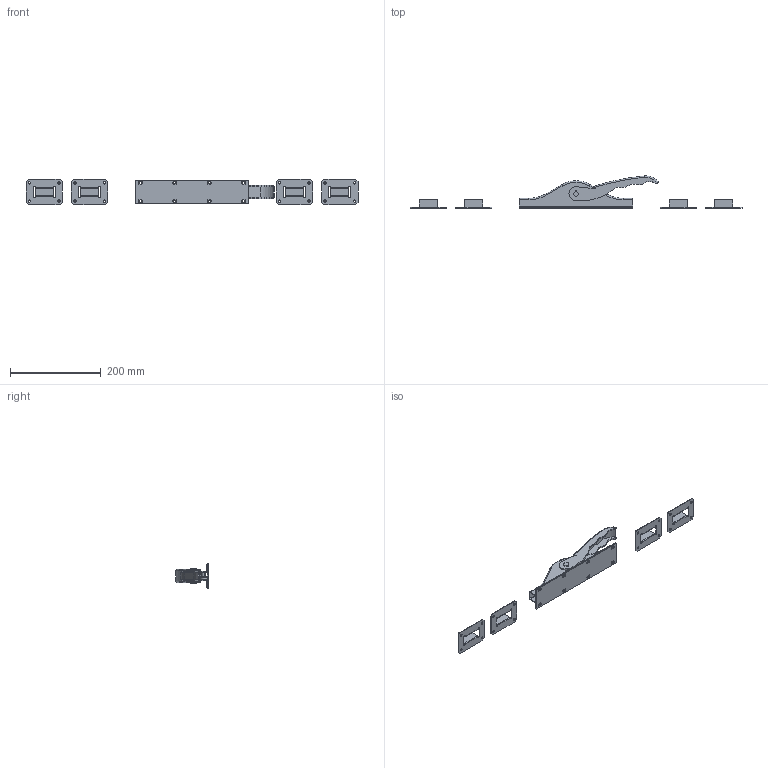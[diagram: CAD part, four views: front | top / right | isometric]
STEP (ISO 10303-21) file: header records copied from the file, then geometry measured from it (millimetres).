
FILE_DESCRIPTION (( 'STEP AP203' ), '1' );
FILE_NAME ('A-387N-1.STEP', '2018-11-20T00:55:09', ( '' ), ( '' ), 'SwSTEP 2.0', 'SolidWorks 2014', '' );
FILE_SCHEMA (( 'CONFIG_CONTROL_DESIGN' ));
Length unit declared in the file: millimetre
Products named in the file (11): A-387N-1_スペーサー_; A-387N-1_アーム_a; A-387N-1_カム_; A-387N-1_アーム_b; A-387N-1_base_Assy_CLOSE; A-387N-1; A-387N-1_軸受け; A-387N-1_ストライカ_; A-387N-1_ハンドル_; A-387N-1_ベース_; A-387N-1_メインシャフト
Assembly tree (14 placements, depth 3):
  A-387N-1
    A-387N-1_スペーサー_
    A-387N-1_base_Assy_CLOSE
      A-387N-1_ベース_
      A-387N-1_ハンドル_
      A-387N-1_カム_
      A-387N-1_メインシャフト
      A-387N-1_アーム_a
      A-387N-1_アーム_b
      A-387N-1_軸受け  x2
    A-387N-1_ストライカ_  x4
Bounding box: 730 x 70.86 x 56 mm (x, y, z)
Volume: 154351 mm3; surface area: 173527.2 mm2
Topology: 15 solids, 15 shells, 463 faces, 1233 edges, 800 vertices
Faces by surface type: cylinder 242, plane 197, torus 24
Entity records: 11778 total; most frequent: DIRECTION 1939, CARTESIAN_POINT 1877, ORIENTED_EDGE 1730, EDGE_CURVE 865, AXIS2_PLACEMENT_3D 740, VERTEX_POINT 564, LINE 459, VECTOR 459
